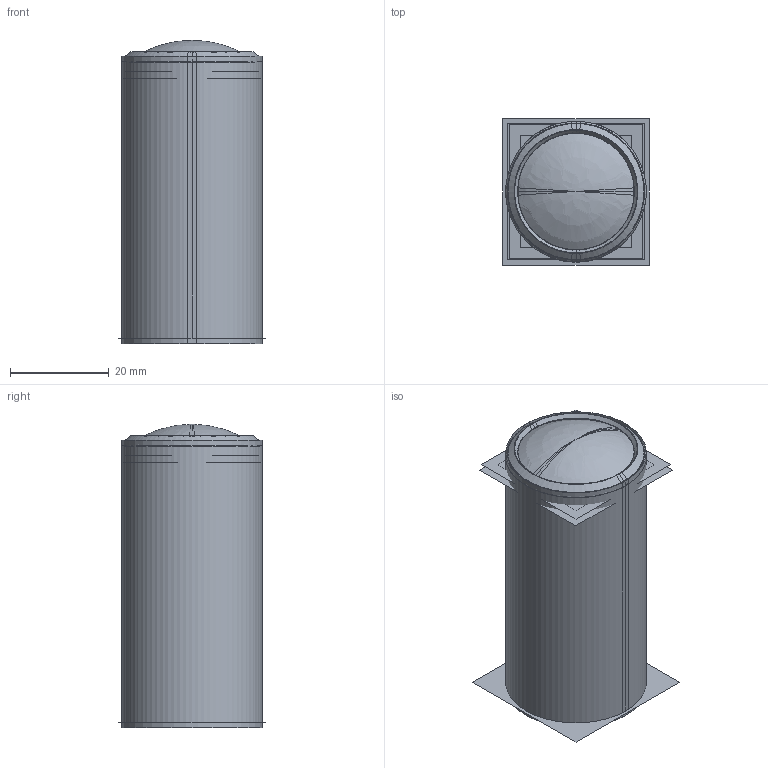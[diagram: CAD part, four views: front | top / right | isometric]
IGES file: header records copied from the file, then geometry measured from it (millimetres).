
Start section:  PTC IGES file: 193326.igs
Global section: file name: 193326.igs; native system: Creo Parametric by Parametric Technology Corporation; preprocessor: 2013230; author: pdmadmin; organization: Unknown; date: 20160210.100726; units: millimetre
Bounding box: 29.65 x 29.65 x 61.47 mm (x, y, z)
Volume: 23334.2 mm3; surface area: 122446.9 mm2
Topology: 3 solids, 3 shells, 258 faces, 1404 edges, 1819 vertices
Faces by surface type: revolution 200, bspline 58
